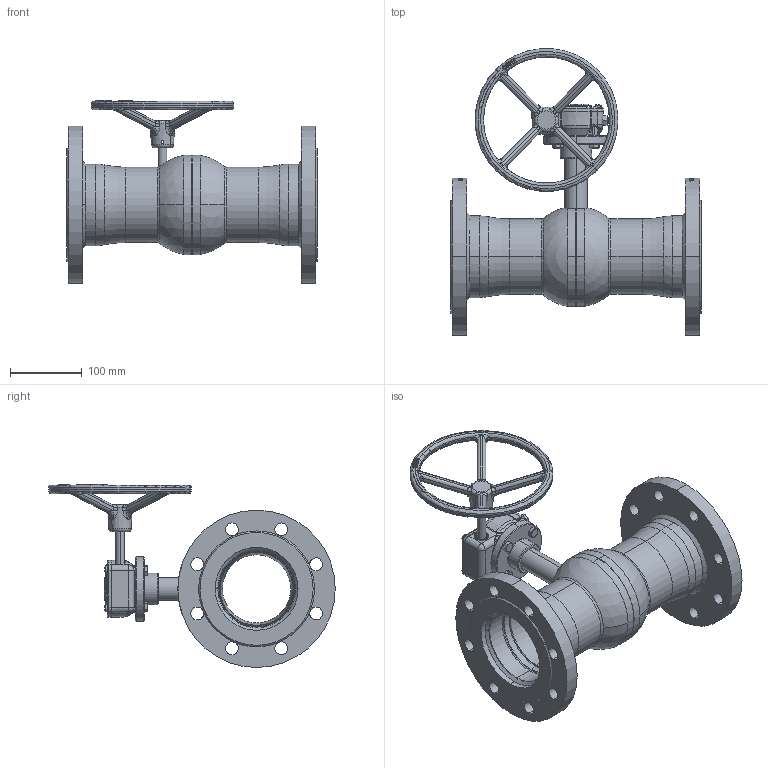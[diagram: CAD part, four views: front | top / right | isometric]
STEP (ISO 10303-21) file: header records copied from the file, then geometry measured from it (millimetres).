
FILE_DESCRIPTION (( 'STEP AP214' ), '1' );
FILE_NAME ('8500416100 480.step', '2025-05-29T08:11:57', ( '' ), ( '' ), 'SwSTEP 2.0', 'SolidWorks 2023', '' );
FILE_SCHEMA (( 'AUTOMOTIVE_DESIGN' ));
Length unit declared in the file: millimetre
Products named in the file (1): 8500416100 480
Bounding box: 350 x 400.76 x 256 mm (x, y, z)
Surface area: 432915.9 mm2 (no closed solid volume)
Topology: 0 solids, 47 shells, 905 faces, 3110 edges, 2144 vertices
Faces by surface type: plane 275, bspline 225, cylinder 201, cone 126, torus 59, sphere 19
Entity records: 62742 total; most frequent: CARTESIAN_POINT 39053, ORIENTED_EDGE 5008, DIRECTION 4216, EDGE_CURVE 3098, VERTEX_POINT 2144, AXIS2_PLACEMENT_3D 1654, B_SPLINE_CURVE_WITH_KNOTS 1047, EDGE_LOOP 1026
